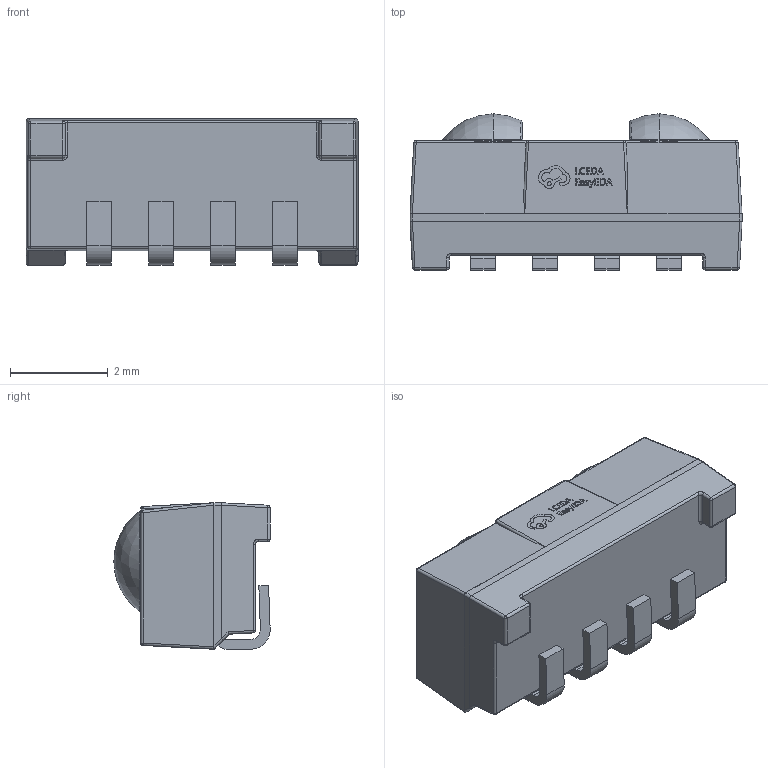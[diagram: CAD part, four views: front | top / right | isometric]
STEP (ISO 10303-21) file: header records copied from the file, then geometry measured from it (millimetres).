
FILE_DESCRIPTION (( 'STEP AP214' ), '1' );
FILE_NAME ('SENSOR-SMD_TSOP75238TR.step', '2022-07-12T14:40:22', ( '' ), ( '' ), 'SwSTEP 2.0', 'SolidWorks 2020', '' );
FILE_SCHEMA (( 'AUTOMOTIVE_DESIGN' ));
Length unit declared in the file: millimetre
Products named in the file (1): SENSOR-SMD_TSOP75238TR
Bounding box: 6.8 x 3.2 x 3 mm (x, y, z)
Volume: 45.3 mm3; surface area: 95.9 mm2
Topology: 1 solids, 1 shells, 506 faces, 1345 edges, 848 vertices
Faces by surface type: plane 248, bspline 137, cylinder 86, sphere 25, torus 10
Entity records: 22530 total; most frequent: CARTESIAN_POINT 6215, ORIENTED_EDGE 2652, DIRECTION 1842, EDGE_CURVE 1326, VERTEX_POINT 848, VECTOR 804, LINE 804, EDGE_LOOP 532
